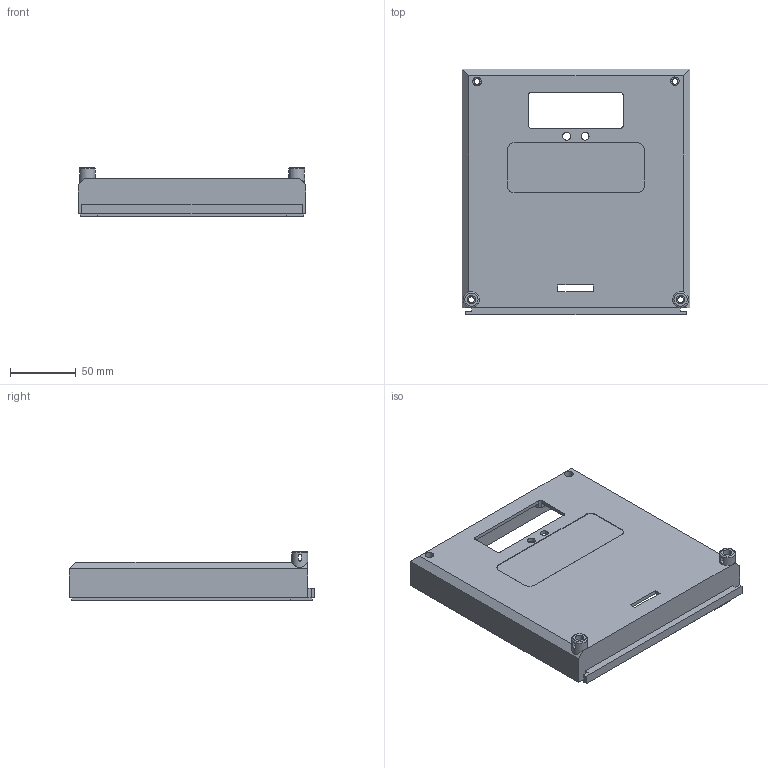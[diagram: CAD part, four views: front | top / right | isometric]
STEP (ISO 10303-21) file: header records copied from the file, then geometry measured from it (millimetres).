
FILE_DESCRIPTION(/* description */ (''),/* implementation_level */ '2;1');
FILE_NAME(/* name */ 'TOP 16_07_2022.step',/* time_stamp */ '2022-07-16T17:44:00+01:00',/* author */ (''),/* organization */ (''),/* preprocessor_version */ 'ST-DEVELOPER v19',/* originating_system */ 'Autodesk Translation Framework v11.7.0.108',/* authorisation */ '');
FILE_SCHEMA (('AUTOMOTIVE_DESIGN { 1 0 10303 214 3 1 1 }'));
Length unit declared in the file: millimetre
Products named in the file (1): (Unsaved)
Bounding box: 173.3 x 186.6 x 37 mm (x, y, z)
Volume: 139521.9 mm3; surface area: 101902 mm2
Topology: 1 solids, 1 shells, 143 faces, 410 edges, 272 vertices
Faces by surface type: plane 109, cylinder 32, torus 2
Full cylindrical faces by diameter (mm): 4.5 x4, 6 x2, 6.5 x4, 12.1 x2
Entity records: 4956 total; most frequent: CARTESIAN_POINT 1106, ORIENTED_EDGE 820, DIRECTION 738, EDGE_CURVE 410, LINE 322, VECTOR 322, VERTEX_POINT 272, AXIS2_PLACEMENT_3D 208
